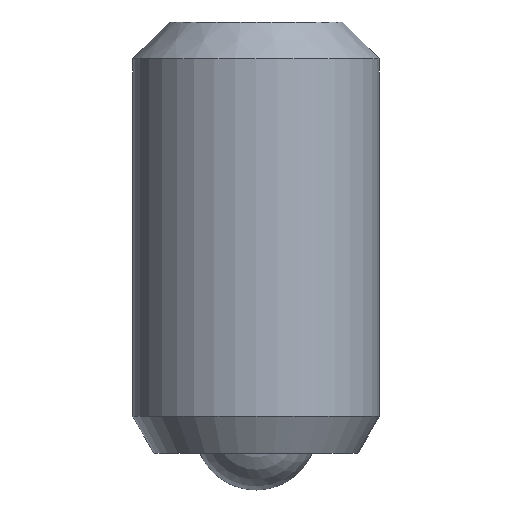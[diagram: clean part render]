
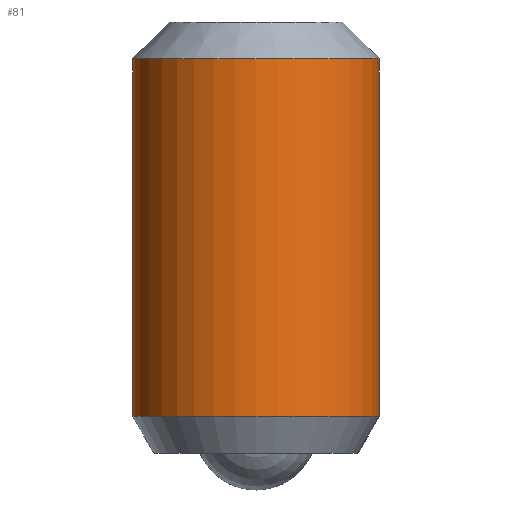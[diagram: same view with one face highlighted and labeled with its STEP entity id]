
A CAD part, front view. The second image highlights one B-rep face of the part: STEP entity #81.
In plain terms, the highlighted cylindrical face has radius 1 mm (diameter 2 mm), a partial arc.
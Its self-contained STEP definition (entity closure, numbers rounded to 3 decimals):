
#81=ADVANCED_FACE('',(#208),#209,.T.);
#105=VERTEX_POINT('',#245);
#107=VERTEX_POINT('',#247);
#109=EDGE_CURVE('',#105,#107,#249,.T.);
#111=VERTEX_POINT('',#251);
#113=EDGE_CURVE('',#105,#111,#253,.T.);
#115=VERTEX_POINT('',#255);
#117=EDGE_CURVE('',#115,#111,#257,.T.);
#119=EDGE_CURVE('',#115,#107,#259,.T.);
#208=FACE_OUTER_BOUND('',#342,.T.);
#209=CYLINDRICAL_SURFACE('',#343,1.0);
#245=CARTESIAN_POINT('',(1.0,0.0,3.5));
#247=CARTESIAN_POINT('',(1.0,0.0,0.6));
#249=LINE('',#384,#385);
#251=CARTESIAN_POINT('',(-1.0,0.,3.5));
#253=CIRCLE('',#390,1.0);
#255=CARTESIAN_POINT('',(-1.0,0.,0.6));
#257=LINE('',#395,#396);
#259=CIRCLE('',#399,1.0);
#342=EDGE_LOOP('',(#500,#501,#502,#503));
#343=AXIS2_PLACEMENT_3D('',#504,#505,#506);
#384=CARTESIAN_POINT('',(1.0,0.,2.05));
#385=VECTOR('',#591,1.0);
#390=AXIS2_PLACEMENT_3D('',#592,#593,#594);
#395=CARTESIAN_POINT('',(-1.0,0.,2.05));
#396=VECTOR('',#595,1.0);
#399=AXIS2_PLACEMENT_3D('',#596,#597,#598);
#500=ORIENTED_EDGE('',*,*,#109,.F.);
#501=ORIENTED_EDGE('',*,*,#113,.T.);
#502=ORIENTED_EDGE('',*,*,#117,.F.);
#503=ORIENTED_EDGE('',*,*,#119,.T.);
#504=CARTESIAN_POINT('',(0.0,0.0,2.05));
#505=DIRECTION('',(0.0,0.0,-1.0));
#506=DIRECTION('',(1.0,0.0,0.0));
#591=DIRECTION('',(0.0,0.0,-1.0));
#592=CARTESIAN_POINT('',(0.0,0.0,3.5));
#593=DIRECTION('',(0.0,0.0,-1.0));
#594=DIRECTION('',(1.0,0.0,0.0));
#595=DIRECTION('',(-0.0,-0.0,1.0));
#596=CARTESIAN_POINT('',(0.0,0.0,0.6));
#597=DIRECTION('',(0.0,0.0,1.0));
#598=DIRECTION('',(1.0,0.0,0.0));
